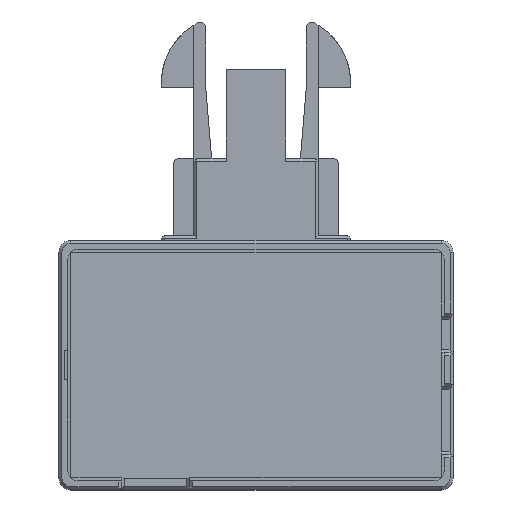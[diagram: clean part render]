
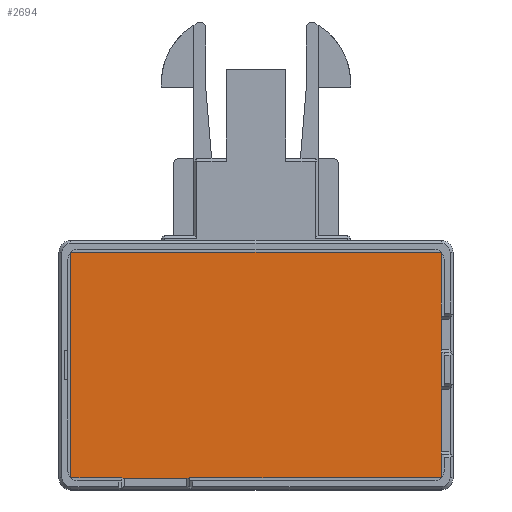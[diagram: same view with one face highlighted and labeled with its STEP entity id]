
A CAD part, top view. The second image highlights one B-rep face of the part: STEP entity #2694.
In plain terms, the highlighted planar face has unit normal (0, 0, 1).
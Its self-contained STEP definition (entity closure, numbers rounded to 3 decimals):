
#210=FACE_OUTER_BOUND('',#354,.T.);
#354=EDGE_LOOP('',(#2421,#2422,#2423,#2424));
#686=LINE('',#4381,#1032);
#697=LINE('',#4403,#1043);
#698=LINE('',#4406,#1044);
#700=LINE('',#4409,#1046);
#1032=VECTOR('',#3601,10.);
#1043=VECTOR('',#3628,10.);
#1044=VECTOR('',#3631,10.);
#1046=VECTOR('',#3635,10.);
#1279=VERTEX_POINT('',#4378);
#1280=VERTEX_POINT('',#4380);
#1283=VERTEX_POINT('',#4401);
#1284=VERTEX_POINT('',#4405);
#1650=EDGE_CURVE('',#1279,#1280,#686,.T.);
#1661=EDGE_CURVE('',#1283,#1279,#697,.T.);
#1662=EDGE_CURVE('',#1280,#1284,#698,.T.);
#1664=EDGE_CURVE('',#1284,#1283,#700,.T.);
#2421=ORIENTED_EDGE('',*,*,#1664,.F.);
#2422=ORIENTED_EDGE('',*,*,#1662,.F.);
#2423=ORIENTED_EDGE('',*,*,#1650,.F.);
#2424=ORIENTED_EDGE('',*,*,#1661,.F.);
#2550=PLANE('',#2919);
#2694=ADVANCED_FACE('',(#210),#2550,.F.);
#2919=AXIS2_PLACEMENT_3D('',#4410,#3636,#3637);
#3601=DIRECTION('',(-1.,0.,0.));
#3628=DIRECTION('',(0.,-1.,0.));
#3631=DIRECTION('',(0.,1.,0.));
#3635=DIRECTION('',(1.,0.,0.));
#3636=DIRECTION('center_axis',(0.,0.,-1.));
#3637=DIRECTION('ref_axis',(-1.,0.,0.));
#4378=CARTESIAN_POINT('',(134.45,-19.05,1.6));
#4380=CARTESIAN_POINT('',(71.95,-19.05,1.6));
#4381=CARTESIAN_POINT('',(134.45,-19.05,1.6));
#4401=CARTESIAN_POINT('',(134.45,19.05,1.6));
#4403=CARTESIAN_POINT('',(134.45,19.05,1.6));
#4405=CARTESIAN_POINT('',(71.95,19.05,1.6));
#4406=CARTESIAN_POINT('',(71.95,-19.05,1.6));
#4409=CARTESIAN_POINT('',(71.95,19.05,1.6));
#4410=CARTESIAN_POINT('Origin',(103.2,0.,1.6));
